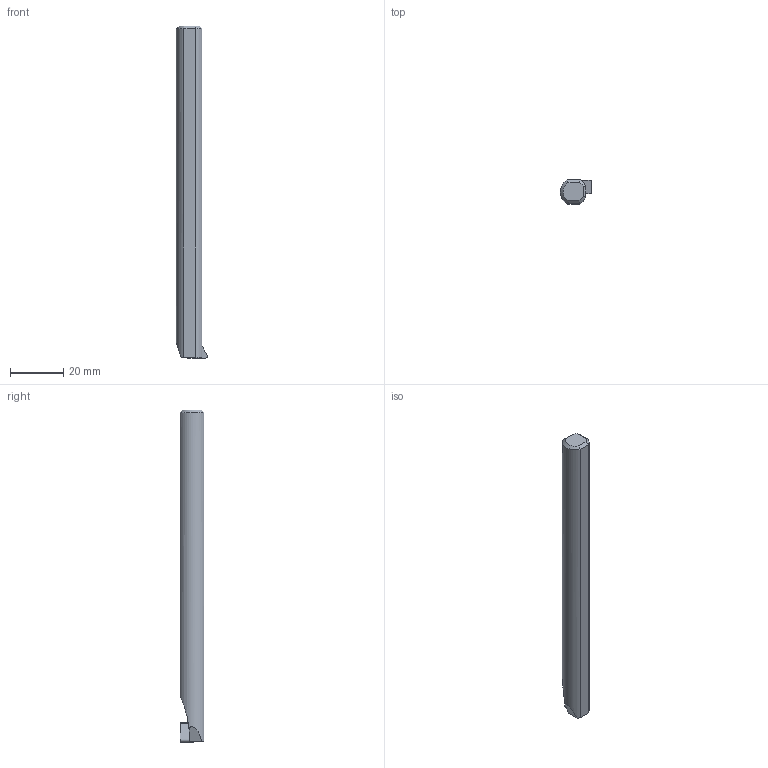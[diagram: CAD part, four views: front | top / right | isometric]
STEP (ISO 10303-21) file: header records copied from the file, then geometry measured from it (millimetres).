
FILE_DESCRIPTION(/* description */ ('3-D model version:1'),/* implementation_level */ '2;1');
FILE_NAME(/* name */ 'L136.9-10-06',/* time_stamp */ '2015-11-10T10:05:37+01:00',/* author */ ('InteractiveCad'),/* organization */ ('AB Sandvik Coromant'),/* preprocessor_version */ 'ST-DEVELOPER v15',/* originating_system */ 'SIEMENS PLM Software NX 8.5',/* authorisation */ '');
FILE_SCHEMA (('AP203_CONFIGURATION_CONTROLLED_3D_DESIGN_OF_MECHANICAL_PARTS_AND_ASSEMBLIES_MIM_LF { 1 0 10303 403 2 1 2}'));
Length unit declared in the file: millimetre
Products named in the file (1): L136_9_10_06_SIM
Bounding box: 11.69 x 8.84 x 124.39 mm (x, y, z)
Volume: 8939.5 mm3; surface area: 4071.4 mm2
Topology: 2 solids, 2 shells, 24 faces, 54 edges, 34 vertices
Faces by surface type: plane 14, cylinder 7, cone 3
Entity records: 781 total; most frequent: CARTESIAN_POINT 143, DIRECTION 113, ORIENTED_EDGE 108, EDGE_CURVE 54, AXIS2_PLACEMENT_3D 42, VERTEX_POINT 34, LINE 29, VECTOR 29
